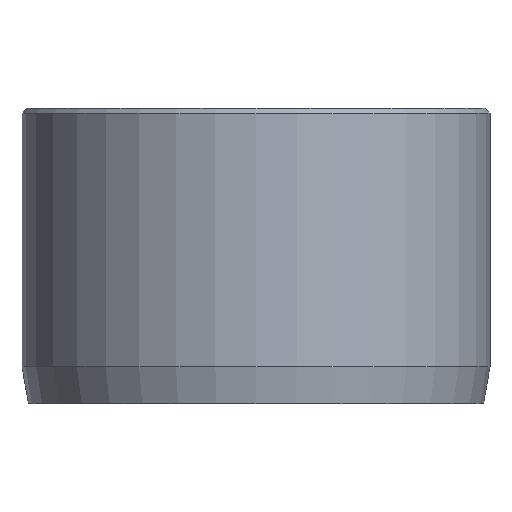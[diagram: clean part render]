
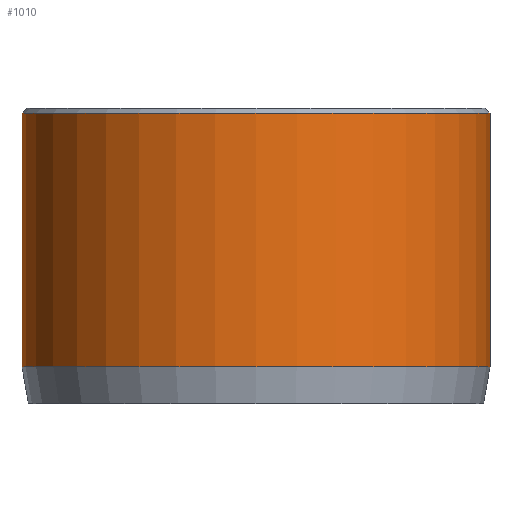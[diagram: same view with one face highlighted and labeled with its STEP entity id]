
A CAD part, front view. The second image highlights one B-rep face of the part: STEP entity #1010.
In plain terms, the highlighted cylindrical face has radius 9.5 mm (diameter 19 mm), a partial arc.
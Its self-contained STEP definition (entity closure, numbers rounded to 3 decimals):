
#8 = CARTESIAN_POINT ( 'NONE',  ( 9.5, 0., 11.8 ) ) ;
#62 = LINE ( 'NONE', #645, #300 ) ;
#87 = VERTEX_POINT ( 'NONE', #918 ) ;
#108 = VERTEX_POINT ( 'NONE', #915 ) ;
#112 = DIRECTION ( 'NONE',  ( 1., 0., 0. ) ) ;
#159 = DIRECTION ( 'NONE',  ( 0., 0., -1. ) ) ;
#179 = CARTESIAN_POINT ( 'NONE',  ( 0., 0., 11.8 ) ) ;
#209 = FACE_OUTER_BOUND ( 'NONE', #350, .T. ) ;
#211 = ORIENTED_EDGE ( 'NONE', *, *, #857, .T. ) ;
#226 = EDGE_CURVE ( 'NONE', #108, #87, #913, .T. ) ;
#266 = DIRECTION ( 'NONE',  ( -1., 0., 0. ) ) ;
#276 = CARTESIAN_POINT ( 'NONE',  ( 0., 0., 12. ) ) ;
#284 = CIRCLE ( 'NONE', #1212, 9.5 ) ;
#300 = VECTOR ( 'NONE', #627, 1000. ) ;
#320 = DIRECTION ( 'NONE',  ( 0., 0., -1. ) ) ;
#350 = EDGE_LOOP ( 'NONE', ( #649, #1126, #211, #1218 ) ) ;
#384 = VERTEX_POINT ( 'NONE', #489 ) ;
#450 = CYLINDRICAL_SURFACE ( 'NONE', #467, 9.5 ) ;
#467 = AXIS2_PLACEMENT_3D ( 'NONE', #276, #320, #266 ) ;
#489 = CARTESIAN_POINT ( 'NONE',  ( -9.5, 0., 11.8 ) ) ;
#539 = EDGE_CURVE ( 'NONE', #1061, #87, #719, .T. ) ;
#627 = DIRECTION ( 'NONE',  ( 0., 0., -1. ) ) ;
#645 = CARTESIAN_POINT ( 'NONE',  ( -9.5, 0., 12. ) ) ;
#649 = ORIENTED_EDGE ( 'NONE', *, *, #539, .F. ) ;
#654 = AXIS2_PLACEMENT_3D ( 'NONE', #1133, #1157, #1180 ) ;
#719 = LINE ( 'NONE', #1132, #1177 ) ;
#857 = EDGE_CURVE ( 'NONE', #384, #108, #62, .T. ) ;
#913 = CIRCLE ( 'NONE', #654, 9.5 ) ;
#915 = CARTESIAN_POINT ( 'NONE',  ( -9.5, 0., 1.5 ) ) ;
#918 = CARTESIAN_POINT ( 'NONE',  ( 9.5, 0., 1.5 ) ) ;
#1010 = ADVANCED_FACE ( 'NONE', ( #209 ), #450, .T. ) ;
#1061 = VERTEX_POINT ( 'NONE', #8 ) ;
#1126 = ORIENTED_EDGE ( 'NONE', *, *, #1216, .T. ) ;
#1132 = CARTESIAN_POINT ( 'NONE',  ( 9.5, 0., 12. ) ) ;
#1133 = CARTESIAN_POINT ( 'NONE',  ( 0., 0., 1.5 ) ) ;
#1157 = DIRECTION ( 'NONE',  ( 0., 0., 1. ) ) ;
#1173 = DIRECTION ( 'NONE',  ( 0., 0., -1. ) ) ;
#1177 = VECTOR ( 'NONE', #1173, 1000. ) ;
#1180 = DIRECTION ( 'NONE',  ( 1., 0., 0. ) ) ;
#1212 = AXIS2_PLACEMENT_3D ( 'NONE', #179, #159, #112 ) ;
#1216 = EDGE_CURVE ( 'NONE', #1061, #384, #284, .T. ) ;
#1218 = ORIENTED_EDGE ( 'NONE', *, *, #226, .T. ) ;
